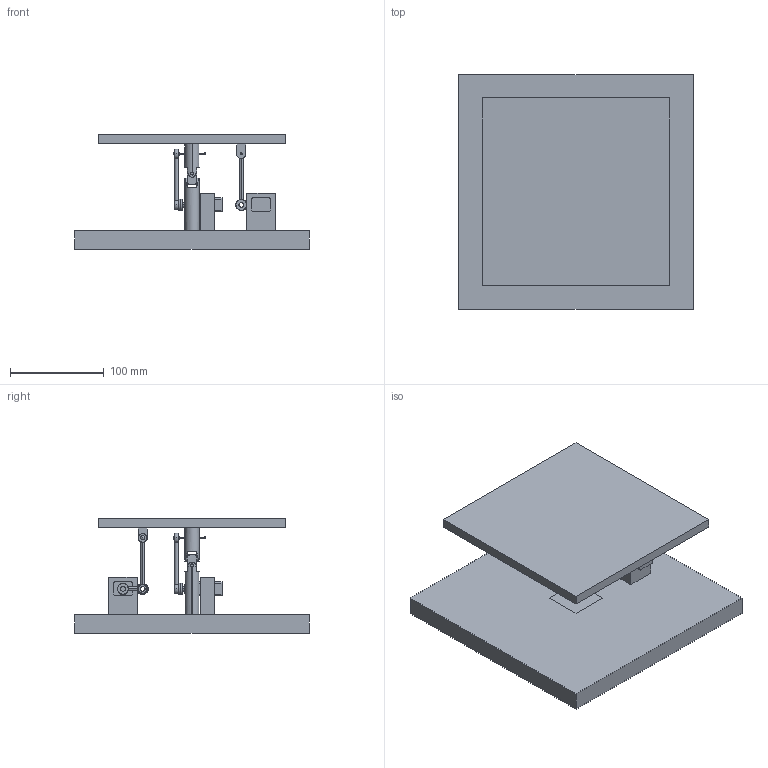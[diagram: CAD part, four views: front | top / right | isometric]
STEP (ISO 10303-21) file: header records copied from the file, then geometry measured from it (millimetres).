
FILE_DESCRIPTION (( 'STEP AP203' ), '1' );
FILE_NAME ('Table.STEP', '2023-01-08T15:46:23', ( '' ), ( '' ), 'SwSTEP 2.0', 'SolidWorks 2020', '' );
FILE_SCHEMA (( 'CONFIG_CONTROL_DESIGN' ));
Length unit declared in the file: millimetre
Products named in the file (11): JointUnion_Varsay考an; NewConnectionForBall_Varsay考an; RealBase_Varsay考an; ServoMotor_Varsay考an; Joint2_Varsay考an; Table; NewConnectionforServo_Varsay考an; NewAttempt2_Varsay考an; Joint1_Varsay考an; Base_Varsay考an; NewAttempt_Varsay考an
Assembly tree (15 placements, depth 2):
  Table
    RealBase_Varsay考an
    ServoMotor_Varsay考an  x2
    Joint1_Varsay考an
    Joint2_Varsay考an
    JointUnion_Varsay考an
    NewConnectionForBall_Varsay考an  x2
    NewConnectionforServo_Varsay考an  x2
    Base_Varsay考an
    NewAttempt_Varsay考an  x2
    NewAttempt2_Varsay考an  x2
Bounding box: 250 x 250 x 122.4 mm (x, y, z)
Volume: 1720062.2 mm3; surface area: 265554.1 mm2
Topology: 15 solids, 15 shells, 274 faces, 690 edges, 456 vertices
Faces by surface type: plane 154, cylinder 88, sphere 24, torus 4, cone 4
Entity records: 7528 total; most frequent: CARTESIAN_POINT 1573, DIRECTION 983, ORIENTED_EDGE 942, EDGE_CURVE 471, AXIS2_PLACEMENT_3D 356, VERTEX_POINT 314, VECTOR 271, LINE 271
